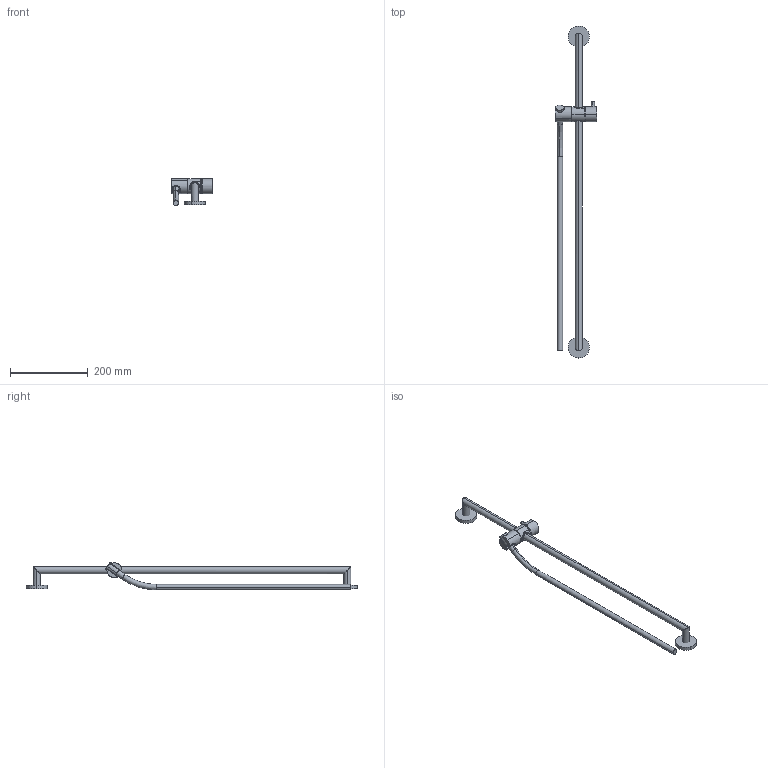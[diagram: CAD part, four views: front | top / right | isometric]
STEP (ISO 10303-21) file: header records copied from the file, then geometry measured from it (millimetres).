
FILE_DESCRIPTION (( 'STEP AP214' ), '1' );
FILE_NAME ('26413625.STEP', '2020-02-11T05:57:42', ( '' ), ( '' ), 'SwSTEP 2.0', 'SolidWorks 2017', '' );
FILE_SCHEMA (( 'AUTOMOTIVE_DESIGN' ));
Length unit declared in the file: millimetre
Products named in the file (14): Planungsmodell_Rohr_gerade-+-28.568.780-10_ _K365_38x30; Planungsmodell_Rohr_gerade-+-28.568.780-10_ _K366_37x1; Planungsmodell_Adapter-+-08.18.40.579.90-1; Planungsmodell_Rohr_gerade-+-28.568.780-10_ _K367_7,9x15; Planungsmodell_Rosette-+-08.27.62.500-1; 26413625; Planungsmodell_Halter-+-05.28.22.590.01.90-01; Planungsmodell_Schlauch-+-09.30.02.115-2_K1_35Grad; Planungsmodell_Mutter-+-09.24.04.282.90-01_K1_D23 x 30; Planungsmodell_Schieber-+-12.580.970-1_PDB_12580970-00; Planungsmodell_Schieber-+-08.30.12.507.90-1; Planungsmodell_Gabel-+-08.17.20.694.90-1; Planungsmodell_Huelse-+-09.12.12.217.90-1; Planungsmodell_Schieber-+-08.18.40.580.90-1
Assembly tree (14 placements, depth 3):
  26413625
    Planungsmodell_Schieber-+-12.580.970-1_PDB_12580970-00
      Planungsmodell_Rohr_gerade-+-28.568.780-10_ _K367_7,9x15
      Planungsmodell_Adapter-+-08.18.40.579.90-1
      Planungsmodell_Rohr_gerade-+-28.568.780-10_ _K366_37x1
      Planungsmodell_Rohr_gerade-+-28.568.780-10_ _K365_38x30
      Planungsmodell_Schieber-+-08.18.40.580.90-1
      Planungsmodell_Huelse-+-09.12.12.217.90-1
      Planungsmodell_Gabel-+-08.17.20.694.90-1
      Planungsmodell_Schieber-+-08.30.12.507.90-1
    Planungsmodell_Mutter-+-09.24.04.282.90-01_K1_D23 x 30
    Planungsmodell_Schlauch-+-09.30.02.115-2_K1_35Grad
    Planungsmodell_Halter-+-05.28.22.590.01.90-01
    Planungsmodell_Rosette-+-08.27.62.500-1  x2
Bounding box: 106.5 x 855 x 71.62 mm (x, y, z)
Volume: 481515.2 mm3; surface area: 132970.7 mm2
Topology: 13 solids, 13 shells, 120 faces, 272 edges, 178 vertices
Faces by surface type: plane 52, cylinder 49, cone 16, torus 2, bspline 1
Entity records: 5326 total; most frequent: CARTESIAN_POINT 2113, DIRECTION 564, ORIENTED_EDGE 532, EDGE_CURVE 266, AXIS2_PLACEMENT_3D 223, VERTEX_POINT 174, LINE 118, VECTOR 118
